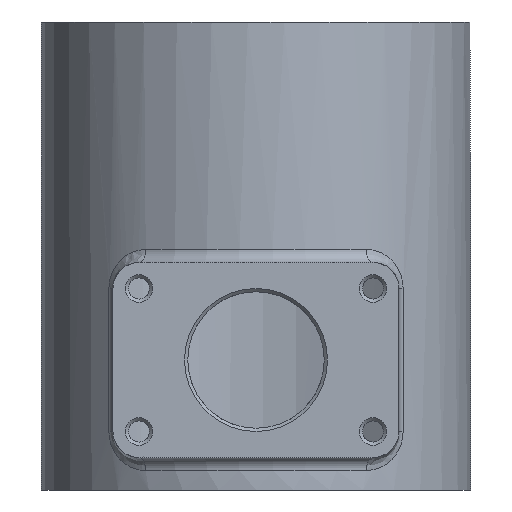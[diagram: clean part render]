
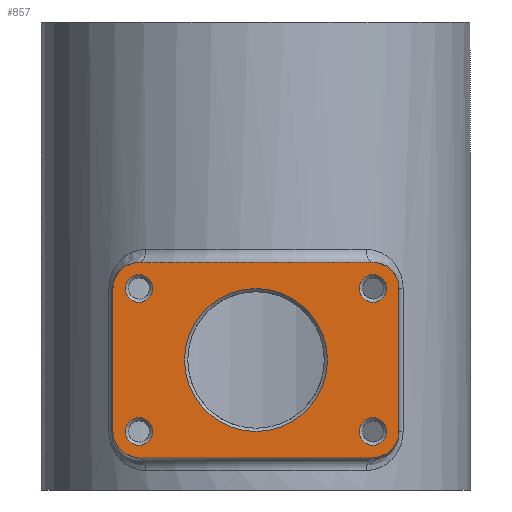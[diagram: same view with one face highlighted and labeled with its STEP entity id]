
A CAD part, left-side view. The second image highlights one B-rep face of the part: STEP entity #857.
In plain terms, the highlighted planar face has unit normal (-1, 0, 0).
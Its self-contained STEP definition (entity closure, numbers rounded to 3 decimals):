
#21=PLANE('',#941);
#49=LINE('',#1780,#99);
#52=LINE('',#1788,#102);
#62=LINE('',#1845,#112);
#63=LINE('',#1848,#113);
#99=VECTOR('',#1059,22.);
#102=VECTOR('',#1068,36.);
#112=VECTOR('',#1124,22.);
#113=VECTOR('',#1127,36.);
#149=FACE_BOUND('',#282,.T.);
#150=FACE_BOUND('',#283,.T.);
#151=FACE_BOUND('',#284,.T.);
#152=FACE_BOUND('',#285,.T.);
#153=FACE_BOUND('',#286,.T.);
#154=FACE_BOUND('',#287,.T.);
#282=EDGE_LOOP('',(#700));
#283=EDGE_LOOP('',(#701));
#284=EDGE_LOOP('',(#702,#703,#704,#705,#706,#707,#708,#709));
#285=EDGE_LOOP('',(#710));
#286=EDGE_LOOP('',(#711));
#287=EDGE_LOOP('',(#712));
#365=CIRCLE('',#917,4.);
#366=CIRCLE('',#920,4.);
#380=CIRCLE('',#940,2.121);
#381=CIRCLE('',#942,2.121);
#382=CIRCLE('',#943,2.121);
#383=CIRCLE('',#944,4.);
#384=CIRCLE('',#945,4.);
#385=CIRCLE('',#946,2.121);
#386=CIRCLE('',#947,11.);
#431=VERTEX_POINT('',#1772);
#432=VERTEX_POINT('',#1774);
#433=VERTEX_POINT('',#1778);
#434=VERTEX_POINT('',#1782);
#435=VERTEX_POINT('',#1786);
#455=VERTEX_POINT('',#1835);
#456=VERTEX_POINT('',#1838);
#457=VERTEX_POINT('',#1840);
#458=VERTEX_POINT('',#1842);
#459=VERTEX_POINT('',#1844);
#460=VERTEX_POINT('',#1846);
#461=VERTEX_POINT('',#1849);
#462=VERTEX_POINT('',#1851);
#523=EDGE_CURVE('',#432,#431,#365,.T.);
#526=EDGE_CURVE('',#431,#433,#49,.T.);
#528=EDGE_CURVE('',#433,#434,#366,.T.);
#530=EDGE_CURVE('',#434,#435,#52,.T.);
#553=EDGE_CURVE('',#455,#455,#380,.T.);
#554=EDGE_CURVE('',#456,#456,#381,.T.);
#555=EDGE_CURVE('',#457,#457,#382,.T.);
#556=EDGE_CURVE('',#435,#458,#383,.T.);
#557=EDGE_CURVE('',#458,#459,#62,.T.);
#558=EDGE_CURVE('',#459,#460,#384,.T.);
#559=EDGE_CURVE('',#460,#432,#63,.T.);
#560=EDGE_CURVE('',#461,#461,#385,.T.);
#561=EDGE_CURVE('',#462,#462,#386,.T.);
#700=ORIENTED_EDGE('',*,*,#554,.F.);
#701=ORIENTED_EDGE('',*,*,#555,.F.);
#702=ORIENTED_EDGE('',*,*,#556,.T.);
#703=ORIENTED_EDGE('',*,*,#557,.T.);
#704=ORIENTED_EDGE('',*,*,#558,.T.);
#705=ORIENTED_EDGE('',*,*,#559,.T.);
#706=ORIENTED_EDGE('',*,*,#523,.T.);
#707=ORIENTED_EDGE('',*,*,#526,.T.);
#708=ORIENTED_EDGE('',*,*,#528,.T.);
#709=ORIENTED_EDGE('',*,*,#530,.T.);
#710=ORIENTED_EDGE('',*,*,#560,.F.);
#711=ORIENTED_EDGE('',*,*,#561,.F.);
#712=ORIENTED_EDGE('',*,*,#553,.F.);
#857=ADVANCED_FACE('',(#149,#150,#151,#152,#153,#154),#21,.F.);
#917=AXIS2_PLACEMENT_3D('',#1775,#1053,#1054);
#920=AXIS2_PLACEMENT_3D('',#1784,#1063,#1064);
#940=AXIS2_PLACEMENT_3D('',#1836,#1114,#1115);
#941=AXIS2_PLACEMENT_3D('',#1837,#1116,#1117);
#942=AXIS2_PLACEMENT_3D('',#1839,#1118,#1119);
#943=AXIS2_PLACEMENT_3D('',#1841,#1120,#1121);
#944=AXIS2_PLACEMENT_3D('',#1843,#1122,#1123);
#945=AXIS2_PLACEMENT_3D('',#1847,#1125,#1126);
#946=AXIS2_PLACEMENT_3D('',#1850,#1128,#1129);
#947=AXIS2_PLACEMENT_3D('',#1852,#1130,#1131);
#1053=DIRECTION('center_axis',(-1.,0.,0.));
#1054=DIRECTION('ref_axis',(0.,1.,0.));
#1059=DIRECTION('',(0.,0.,1.));
#1063=DIRECTION('center_axis',(-1.,0.,0.));
#1064=DIRECTION('ref_axis',(0.,0.,-1.));
#1068=DIRECTION('',(0.,1.,0.));
#1114=DIRECTION('center_axis',(-1.,0.,0.));
#1115=DIRECTION('ref_axis',(0.,-1.,0.));
#1116=DIRECTION('center_axis',(1.,0.,0.));
#1117=DIRECTION('ref_axis',(0.,0.,-1.));
#1118=DIRECTION('center_axis',(-1.,0.,0.));
#1119=DIRECTION('ref_axis',(0.,-1.,0.));
#1120=DIRECTION('center_axis',(-1.,0.,0.));
#1121=DIRECTION('ref_axis',(0.,-1.,0.));
#1122=DIRECTION('center_axis',(-1.,0.,0.));
#1123=DIRECTION('ref_axis',(0.,-1.,0.));
#1124=DIRECTION('',(0.,0.,-1.));
#1125=DIRECTION('center_axis',(-1.,0.,0.));
#1126=DIRECTION('ref_axis',(0.,0.,1.));
#1127=DIRECTION('',(0.,-1.,0.));
#1128=DIRECTION('center_axis',(-1.,0.,0.));
#1129=DIRECTION('ref_axis',(0.,-1.,0.));
#1130=DIRECTION('center_axis',(-1.,0.,0.));
#1131=DIRECTION('ref_axis',(0.,-1.,0.));
#1772=CARTESIAN_POINT('',(-37.,-22.,9.));
#1774=CARTESIAN_POINT('',(-37.,-18.,5.));
#1775=CARTESIAN_POINT('Origin',(-37.,-18.,9.));
#1778=CARTESIAN_POINT('',(-37.,-22.,31.));
#1780=CARTESIAN_POINT('',(-37.,-22.,9.));
#1782=CARTESIAN_POINT('',(-37.,-18.,35.));
#1784=CARTESIAN_POINT('Origin',(-37.,-18.,31.));
#1786=CARTESIAN_POINT('',(-37.,18.,35.));
#1788=CARTESIAN_POINT('',(-37.,-18.,35.));
#1835=CARTESIAN_POINT('',(-37.,-15.879,9.));
#1836=CARTESIAN_POINT('Origin',(-37.,-18.,9.));
#1837=CARTESIAN_POINT('Origin',(-37.,0.,20.));
#1838=CARTESIAN_POINT('',(-37.,-15.879,31.));
#1839=CARTESIAN_POINT('Origin',(-37.,-18.,31.));
#1840=CARTESIAN_POINT('',(-37.,20.121,9.));
#1841=CARTESIAN_POINT('Origin',(-37.,18.,9.));
#1842=CARTESIAN_POINT('',(-37.,22.,31.));
#1843=CARTESIAN_POINT('Origin',(-37.,18.,31.));
#1844=CARTESIAN_POINT('',(-37.,22.,9.));
#1845=CARTESIAN_POINT('',(-37.,22.,31.));
#1846=CARTESIAN_POINT('',(-37.,18.,5.));
#1847=CARTESIAN_POINT('Origin',(-37.,18.,9.));
#1848=CARTESIAN_POINT('',(-37.,18.,5.));
#1849=CARTESIAN_POINT('',(-37.,20.121,31.));
#1850=CARTESIAN_POINT('Origin',(-37.,18.,31.));
#1851=CARTESIAN_POINT('',(-37.,11.,20.));
#1852=CARTESIAN_POINT('Origin',(-37.,0.,20.));
